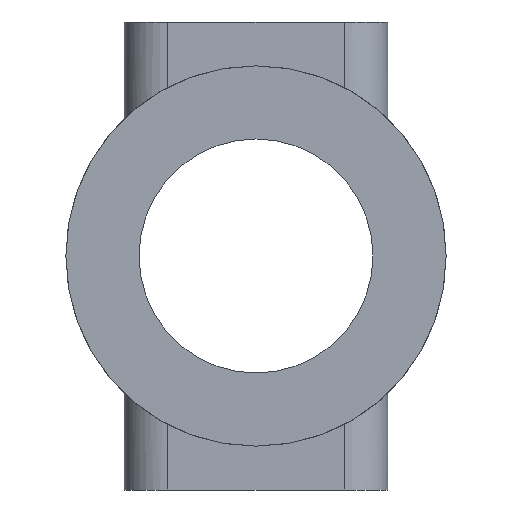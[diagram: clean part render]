
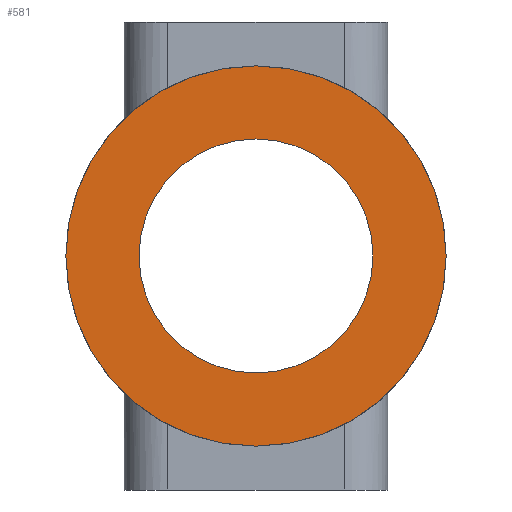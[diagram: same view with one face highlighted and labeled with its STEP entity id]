
A CAD part, left-side view. The second image highlights one B-rep face of the part: STEP entity #581.
In plain terms, the highlighted planar face has unit normal (-1, 0, 0).
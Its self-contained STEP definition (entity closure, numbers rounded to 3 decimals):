
#25=FACE_BOUND('',#111,.T.);
#40=PLANE('',#655);
#70=FACE_OUTER_BOUND('',#110,.T.);
#110=EDGE_LOOP('',(#535));
#111=EDGE_LOOP('',(#536));
#233=CIRCLE('',#644,4.);
#236=CIRCLE('',#650,6.5);
#289=VERTEX_POINT('',#1015);
#292=VERTEX_POINT('',#1026);
#366=EDGE_CURVE('',#289,#289,#233,.T.);
#370=EDGE_CURVE('',#292,#292,#236,.T.);
#535=ORIENTED_EDGE('',*,*,#370,.T.);
#536=ORIENTED_EDGE('',*,*,#366,.T.);
#581=ADVANCED_FACE('',(#70,#25),#40,.F.);
#644=AXIS2_PLACEMENT_3D('',#1017,#799,#800);
#650=AXIS2_PLACEMENT_3D('',#1027,#812,#813);
#655=AXIS2_PLACEMENT_3D('',#1034,#823,#824);
#799=DIRECTION('center_axis',(1.,0.,0.));
#800=DIRECTION('ref_axis',(0.,1.,0.));
#812=DIRECTION('center_axis',(-1.,0.,0.));
#813=DIRECTION('ref_axis',(0.,1.,0.));
#823=DIRECTION('center_axis',(1.,0.,0.));
#824=DIRECTION('ref_axis',(0.,1.,0.));
#1015=CARTESIAN_POINT('',(-7.5,-35.,0.));
#1017=CARTESIAN_POINT('Origin',(-7.5,-31.,0.));
#1026=CARTESIAN_POINT('',(-7.5,-37.5,0.));
#1027=CARTESIAN_POINT('Origin',(-7.5,-31.,0.));
#1034=CARTESIAN_POINT('Origin',(-7.5,-31.,0.));
